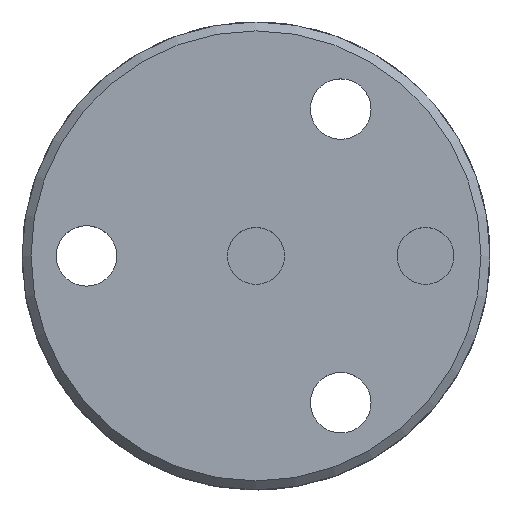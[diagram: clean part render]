
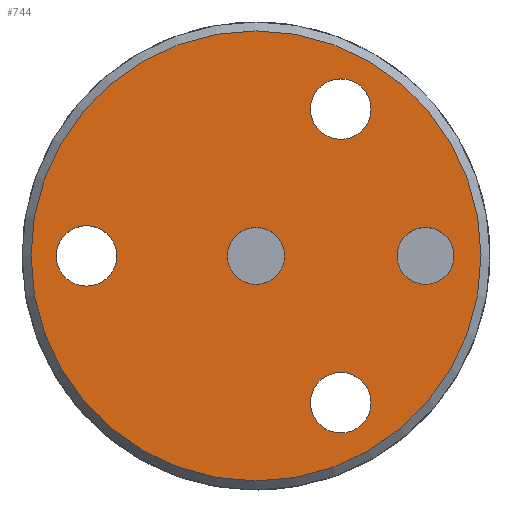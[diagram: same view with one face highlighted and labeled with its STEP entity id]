
A CAD part, top view. The second image highlights one B-rep face of the part: STEP entity #744.
In plain terms, the highlighted planar face has unit normal (0, 0, 1).
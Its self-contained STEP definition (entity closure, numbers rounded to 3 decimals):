
#14 = ORIENTED_EDGE ( 'NONE', *, *, #2470, .T. ) ;
#46 = AXIS2_PLACEMENT_3D ( 'NONE', #3120, #258, #3464 ) ;
#61 = DIRECTION ( 'NONE',  ( -1., 0., 0. ) ) ;
#74 = VERTEX_POINT ( 'NONE', #1218 ) ;
#85 = EDGE_CURVE ( 'NONE', #74, #74, #349, .T. ) ;
#105 = DIRECTION ( 'NONE',  ( -1., 0., 0. ) ) ;
#127 = PLANE ( 'NONE',  #3482 ) ;
#252 = EDGE_LOOP ( 'NONE', ( #14 ) ) ;
#258 = DIRECTION ( 'NONE',  ( 0., 0., -1. ) ) ;
#272 = ORIENTED_EDGE ( 'NONE', *, *, #1810, .T. ) ;
#291 = ORIENTED_EDGE ( 'NONE', *, *, #1646, .T. ) ;
#337 = EDGE_LOOP ( 'NONE', ( #291 ) ) ;
#343 = AXIS2_PLACEMENT_3D ( 'NONE', #3529, #381, #105 ) ;
#349 = CIRCLE ( 'NONE', #46, 1.6 ) ;
#381 = DIRECTION ( 'NONE',  ( 0., 0., -1. ) ) ;
#383 = CARTESIAN_POINT ( 'NONE',  ( 3.062, 8.249, 3. ) ) ;
#417 = CARTESIAN_POINT ( 'NONE',  ( 3.063, -8.249, 3. ) ) ;
#463 = FACE_BOUND ( 'NONE', #252, .T. ) ;
#586 = AXIS2_PLACEMENT_3D ( 'NONE', #1538, #1489, #61 ) ;
#615 = EDGE_LOOP ( 'NONE', ( #879 ) ) ;
#694 = CIRCLE ( 'NONE', #2674, 1.7 ) ;
#744 = ADVANCED_FACE ( 'NONE', ( #463, #3595, #3536, #3326, #992, #975 ), #127, .T. ) ;
#879 = ORIENTED_EDGE ( 'NONE', *, *, #85, .T. ) ;
#975 = FACE_OUTER_BOUND ( 'NONE', #1976, .T. ) ;
#992 = FACE_BOUND ( 'NONE', #615, .T. ) ;
#1012 = DIRECTION ( 'NONE',  ( 0., 0., -1. ) ) ;
#1218 = CARTESIAN_POINT ( 'NONE',  ( 1.6, 0., 3. ) ) ;
#1301 = CARTESIAN_POINT ( 'NONE',  ( -11.225, 0., 3. ) ) ;
#1414 = CARTESIAN_POINT ( 'NONE',  ( 9.525, 0., 3. ) ) ;
#1488 = EDGE_LOOP ( 'NONE', ( #272 ) ) ;
#1489 = DIRECTION ( 'NONE',  ( 0., 0., 1. ) ) ;
#1494 = CIRCLE ( 'NONE', #2869, 1.6 ) ;
#1538 = CARTESIAN_POINT ( 'NONE',  ( 0., 0., 3. ) ) ;
#1552 = VERTEX_POINT ( 'NONE', #3011 ) ;
#1646 = EDGE_CURVE ( 'NONE', #1552, #1552, #1494, .T. ) ;
#1810 = EDGE_CURVE ( 'NONE', #2956, #2956, #2682, .T. ) ;
#1823 = DIRECTION ( 'NONE',  ( 0., 0., -1. ) ) ;
#1976 = EDGE_LOOP ( 'NONE', ( #3231 ) ) ;
#2080 = AXIS2_PLACEMENT_3D ( 'NONE', #3635, #1012, #3363 ) ;
#2139 = CIRCLE ( 'NONE', #2080, 1.7 ) ;
#2140 = DIRECTION ( 'NONE',  ( 1., 0., 0. ) ) ;
#2294 = EDGE_LOOP ( 'NONE', ( #2847 ) ) ;
#2358 = CARTESIAN_POINT ( 'NONE',  ( 4.763, -8.249, 3. ) ) ;
#2386 = VERTEX_POINT ( 'NONE', #3586 ) ;
#2407 = DIRECTION ( 'NONE',  ( 0., 0., 1. ) ) ;
#2470 = EDGE_CURVE ( 'NONE', #2694, #2694, #694, .T. ) ;
#2494 = EDGE_CURVE ( 'NONE', #2386, #2386, #2803, .T. ) ;
#2541 = DIRECTION ( 'NONE',  ( 0., 0., -1. ) ) ;
#2674 = AXIS2_PLACEMENT_3D ( 'NONE', #2358, #1823, #2959 ) ;
#2682 = CIRCLE ( 'NONE', #343, 1.7 ) ;
#2694 = VERTEX_POINT ( 'NONE', #417 ) ;
#2803 = CIRCLE ( 'NONE', #586, 12.644 ) ;
#2847 = ORIENTED_EDGE ( 'NONE', *, *, #3015, .T. ) ;
#2869 = AXIS2_PLACEMENT_3D ( 'NONE', #1414, #2541, #3106 ) ;
#2956 = VERTEX_POINT ( 'NONE', #1301 ) ;
#2959 = DIRECTION ( 'NONE',  ( -1., 0., 0. ) ) ;
#2981 = CARTESIAN_POINT ( 'NONE',  ( 0., 0., 3. ) ) ;
#3011 = CARTESIAN_POINT ( 'NONE',  ( 11.125, 0., 3. ) ) ;
#3015 = EDGE_CURVE ( 'NONE', #3531, #3531, #2139, .T. ) ;
#3106 = DIRECTION ( 'NONE',  ( 1., 0., 0. ) ) ;
#3120 = CARTESIAN_POINT ( 'NONE',  ( 0., 0., 3. ) ) ;
#3231 = ORIENTED_EDGE ( 'NONE', *, *, #2494, .T. ) ;
#3326 = FACE_BOUND ( 'NONE', #337, .T. ) ;
#3363 = DIRECTION ( 'NONE',  ( -1., 0., 0. ) ) ;
#3464 = DIRECTION ( 'NONE',  ( 1., 0., 0. ) ) ;
#3482 = AXIS2_PLACEMENT_3D ( 'NONE', #2981, #2407, #2140 ) ;
#3529 = CARTESIAN_POINT ( 'NONE',  ( -9.525, 0., 3. ) ) ;
#3531 = VERTEX_POINT ( 'NONE', #383 ) ;
#3536 = FACE_BOUND ( 'NONE', #1488, .T. ) ;
#3586 = CARTESIAN_POINT ( 'NONE',  ( -12.644, 0., 3. ) ) ;
#3595 = FACE_BOUND ( 'NONE', #2294, .T. ) ;
#3635 = CARTESIAN_POINT ( 'NONE',  ( 4.762, 8.249, 3. ) ) ;
